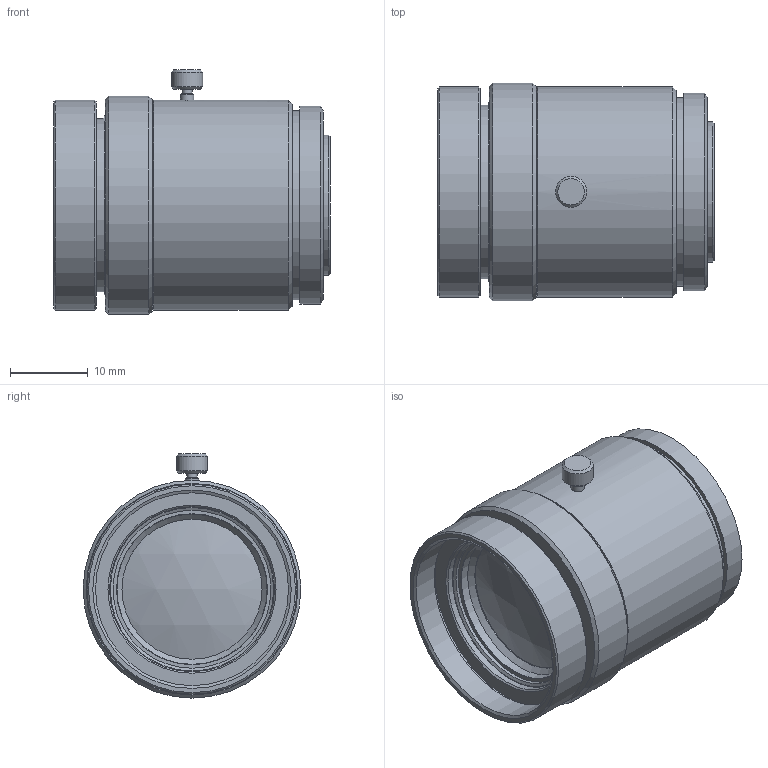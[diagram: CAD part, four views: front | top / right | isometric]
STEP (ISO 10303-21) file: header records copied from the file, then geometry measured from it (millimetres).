
FILE_DESCRIPTION(/* description */ (''),/* implementation_level */ '2;1');
FILE_NAME(/* name */ 'SASF-C-RO-F25-M25_3D-CAD.stp',/* time_stamp */ '2021-10-07T11:52:44-04:00',/* author */ ('us0alz'),/* organization */ (''),/* preprocessor_version */ 'ST-DEVELOPER v17',/* originating_system */ 'Autodesk Inventor 2019',/* authorisation */ '');
FILE_SCHEMA (('AUTOMOTIVE_DESIGN { 1 0 10303 214 3 1 1 }'));
Length unit declared in the file: millimetre
Products named in the file (1): SASF-C-RO-F25-M25_3D-CAD
Bounding box: 35.6 x 28 x 31.4 mm (x, y, z)
Volume: 15965.6 mm3; surface area: 6216 mm2
Topology: 1 solids, 1 shells, 66 faces, 120 edges, 76 vertices
Faces by surface type: cone 22, cylinder 22, plane 20, sphere 2
Full cylindrical faces by diameter (mm): 1.3 x1, 1.7 x1, 4 x1, 13 x1, 15.3 x1, 18 x2, 19.3 x1, 20.3 x1, 21 x1, 21.2 x1, 22.3 x2, 23 x2, 24.3 x1, 24.8 x1, 25.4 x1, 25.5 x1, 27 x2, 28 x1
Entity records: 1711 total; most frequent: DIRECTION 326, CARTESIAN_POINT 297, ORIENTED_EDGE 240, AXIS2_PLACEMENT_3D 141, EDGE_CURVE 120, EDGE_LOOP 86, VERTEX_POINT 76, CIRCLE 74
